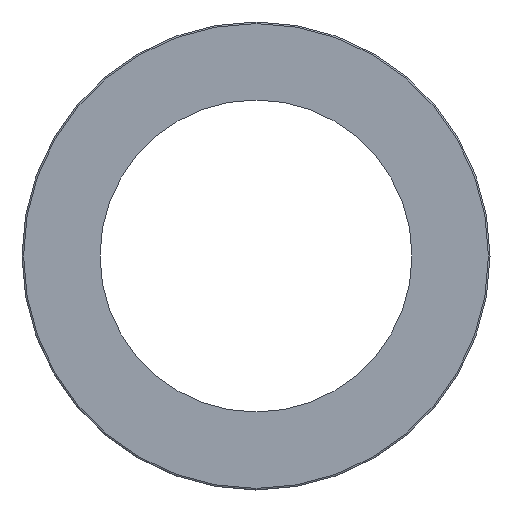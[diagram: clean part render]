
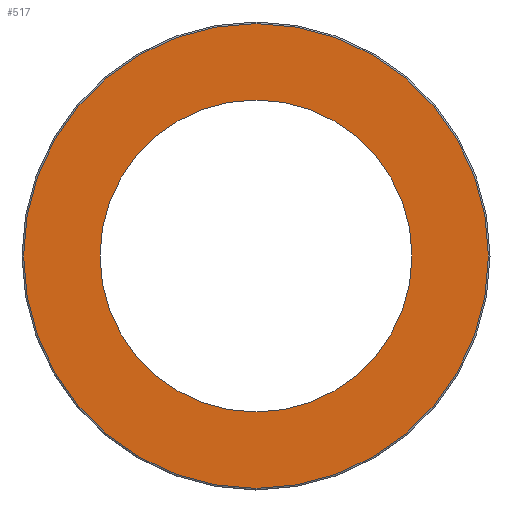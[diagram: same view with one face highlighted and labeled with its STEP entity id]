
A CAD part, left-side view. The second image highlights one B-rep face of the part: STEP entity #517.
In plain terms, the highlighted planar face has unit normal (-1, 0, 0).
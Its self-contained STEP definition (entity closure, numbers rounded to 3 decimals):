
#5 = AXIS2_PLACEMENT_3D ( 'NONE', #173, #226, #227 ) ;
#33 = FACE_OUTER_BOUND ( 'NONE', #473, .T. ) ;
#35 = FACE_BOUND ( 'NONE', #385, .T. ) ;
#83 = AXIS2_PLACEMENT_3D ( 'NONE', #558, #547, #545 ) ;
#97 = AXIS2_PLACEMENT_3D ( 'NONE', #597, #572, #571 ) ;
#141 = CARTESIAN_POINT ( 'NONE',  ( -96., 0., 37.25 ) ) ;
#145 = CARTESIAN_POINT ( 'NONE',  ( -96., 0., -25. ) ) ;
#173 = CARTESIAN_POINT ( 'NONE',  ( -96., 25., 0. ) ) ;
#186 = CARTESIAN_POINT ( 'NONE',  ( -96., 0., -37.25 ) ) ;
#213 = PLANE ( 'NONE',  #5 ) ;
#221 = CARTESIAN_POINT ( 'NONE',  ( -96., 0., 25. ) ) ;
#226 = DIRECTION ( 'NONE',  ( 1., 0., 0. ) ) ;
#227 = DIRECTION ( 'NONE',  ( 0., 0., -1. ) ) ;
#249 = EDGE_CURVE ( 'NONE', #609, #578, #390, .T. ) ;
#253 = AXIS2_PLACEMENT_3D ( 'NONE', #603, #613, #614 ) ;
#255 = EDGE_CURVE ( 'NONE', #520, #601, #395, .T. ) ;
#273 = AXIS2_PLACEMENT_3D ( 'NONE', #630, #621, #628 ) ;
#274 = EDGE_CURVE ( 'NONE', #601, #520, #467, .T. ) ;
#282 = EDGE_CURVE ( 'NONE', #578, #609, #403, .T. ) ;
#309 = ORIENTED_EDGE ( 'NONE', *, *, #274, .F. ) ;
#314 = ORIENTED_EDGE ( 'NONE', *, *, #249, .T. ) ;
#315 = ORIENTED_EDGE ( 'NONE', *, *, #282, .T. ) ;
#316 = ORIENTED_EDGE ( 'NONE', *, *, #255, .F. ) ;
#385 = EDGE_LOOP ( 'NONE', ( #316, #309 ) ) ;
#390 = CIRCLE ( 'NONE', #253, 37.25 ) ;
#395 = CIRCLE ( 'NONE', #273, 25. ) ;
#403 = CIRCLE ( 'NONE', #83, 37.25 ) ;
#467 = CIRCLE ( 'NONE', #97, 25. ) ;
#473 = EDGE_LOOP ( 'NONE', ( #314, #315 ) ) ;
#517 = ADVANCED_FACE ( 'NONE', ( #33, #35 ), #213, .F. ) ;
#520 = VERTEX_POINT ( 'NONE', #221 ) ;
#545 = DIRECTION ( 'NONE',  ( 0., 0., -1. ) ) ;
#547 = DIRECTION ( 'NONE',  ( -1., 0., 0. ) ) ;
#558 = CARTESIAN_POINT ( 'NONE',  ( -96., 0., 0. ) ) ;
#571 = DIRECTION ( 'NONE',  ( 0., 0., 1. ) ) ;
#572 = DIRECTION ( 'NONE',  ( -1., 0., 0. ) ) ;
#578 = VERTEX_POINT ( 'NONE', #141 ) ;
#597 = CARTESIAN_POINT ( 'NONE',  ( -96., 0., 0. ) ) ;
#601 = VERTEX_POINT ( 'NONE', #145 ) ;
#603 = CARTESIAN_POINT ( 'NONE',  ( -96., 0., 0. ) ) ;
#609 = VERTEX_POINT ( 'NONE', #186 ) ;
#613 = DIRECTION ( 'NONE',  ( -1., 0., 0. ) ) ;
#614 = DIRECTION ( 'NONE',  ( 0., 0., -1. ) ) ;
#621 = DIRECTION ( 'NONE',  ( -1., 0., 0. ) ) ;
#628 = DIRECTION ( 'NONE',  ( 0., 0., 1. ) ) ;
#630 = CARTESIAN_POINT ( 'NONE',  ( -96., 0., 0. ) ) ;
